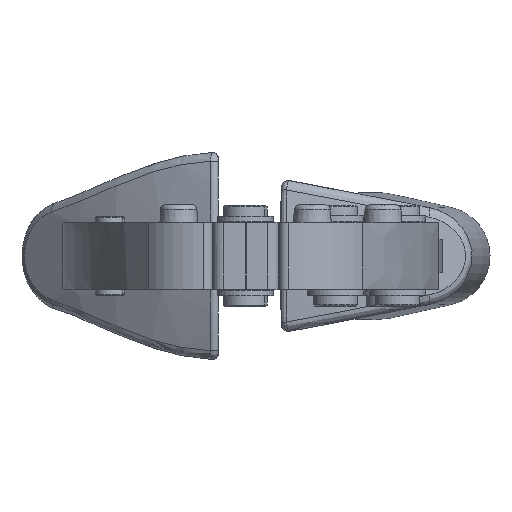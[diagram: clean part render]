
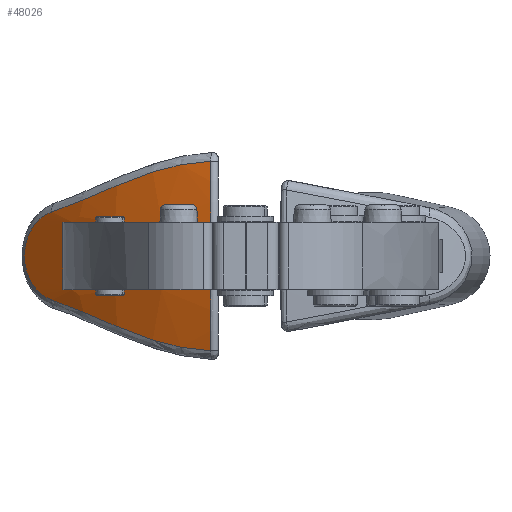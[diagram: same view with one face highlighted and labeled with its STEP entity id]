
A CAD part, left-side view. The second image highlights one B-rep face of the part: STEP entity #48026.
In plain terms, the highlighted spherical face has radius 86.8 mm.
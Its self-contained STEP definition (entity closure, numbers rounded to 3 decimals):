
#8414=AXIS2_PLACEMENT_3D('Circle Axis2P3D',#8412,#8413,$) ;
#12094=AXIS2_PLACEMENT_3D('Circle Axis2P3D',#12092,#12093,$) ;
#48005=AXIS2_PLACEMENT_3D('Sphere Axis2P3D',#48002,#48003,#48004) ;
#2912=CARTESIAN_POINT('Vertex',(79.584,75.414,24.784)) ;
#3003=CARTESIAN_POINT('Vertex',(64.24,50.38,24.784)) ;
#3007=CARTESIAN_POINT('Control Point',(64.24,50.38,24.784)) ;
#3008=CARTESIAN_POINT('Control Point',(66.427,55.862,24.784)) ;
#3009=CARTESIAN_POINT('Control Point',(69.08,61.157,24.784)) ;
#3010=CARTESIAN_POINT('Control Point',(72.179,66.213,24.784)) ;
#3011=CARTESIAN_POINT('Control Point',(75.693,70.98,24.784)) ;
#3012=CARTESIAN_POINT('Control Point',(79.584,75.414,24.784)) ;
#8082=CARTESIAN_POINT('Vertex',(79.584,75.414,12.584)) ;
#8091=CARTESIAN_POINT('Control Point',(79.584,75.414,24.784)) ;
#8092=CARTESIAN_POINT('Control Point',(79.255,75.472,20.727)) ;
#8093=CARTESIAN_POINT('Control Point',(79.255,75.472,16.642)) ;
#8094=CARTESIAN_POINT('Control Point',(79.584,75.414,12.584)) ;
#8409=CARTESIAN_POINT('Vertex',(65.85,50.401,35.777)) ;
#8412=CARTESIAN_POINT('Axis2P3D Location',(144.227,51.441,18.684)) ;
#12062=CARTESIAN_POINT('Vertex',(65.85,50.401,1.592)) ;
#12089=CARTESIAN_POINT('Vertex',(64.24,50.38,12.584)) ;
#12092=CARTESIAN_POINT('Axis2P3D Location',(144.227,51.441,18.684)) ;
#32627=CARTESIAN_POINT('Control Point',(65.85,50.401,1.592)) ;
#32628=CARTESIAN_POINT('Control Point',(67.143,53.629,1.692)) ;
#32629=CARTESIAN_POINT('Control Point',(68.508,56.782,2.204)) ;
#32630=CARTESIAN_POINT('Control Point',(69.932,59.814,3.067)) ;
#32631=CARTESIAN_POINT('Control Point',(73.014,65.726,5.189)) ;
#32632=CARTESIAN_POINT('Control Point',(76.623,71.232,7.632)) ;
#32633=CARTESIAN_POINT('Control Point',(78.62,73.931,8.83)) ;
#32634=CARTESIAN_POINT('Control Point',(80.817,76.56,9.906)) ;
#32635=CARTESIAN_POINT('Control Point',(83.226,79.105,10.756)) ;
#32636=CARTESIAN_POINT('Vertex',(83.226,79.105,10.756)) ;
#32798=CARTESIAN_POINT('Vertex',(83.226,79.105,26.613)) ;
#32802=CARTESIAN_POINT('Control Point',(83.226,79.105,10.756)) ;
#32803=CARTESIAN_POINT('Control Point',(83.994,79.916,11.02)) ;
#32804=CARTESIAN_POINT('Control Point',(84.729,80.687,11.448)) ;
#32805=CARTESIAN_POINT('Control Point',(85.398,81.384,12.02)) ;
#32806=CARTESIAN_POINT('Control Point',(86.532,82.56,13.338)) ;
#32807=CARTESIAN_POINT('Control Point',(87.308,83.357,14.947)) ;
#32808=CARTESIAN_POINT('Control Point',(87.594,83.649,15.776)) ;
#32809=CARTESIAN_POINT('Control Point',(87.84,83.901,16.863)) ;
#32810=CARTESIAN_POINT('Control Point',(87.937,83.999,17.97)) ;
#32811=CARTESIAN_POINT('Control Point',(87.951,84.013,18.208)) ;
#32812=CARTESIAN_POINT('Control Point',(87.958,84.02,18.446)) ;
#32813=CARTESIAN_POINT('Control Point',(87.958,84.02,18.684)) ;
#32814=CARTESIAN_POINT('Vertex',(87.958,84.02,18.684)) ;
#32818=CARTESIAN_POINT('Control Point',(87.958,84.02,18.684)) ;
#32819=CARTESIAN_POINT('Control Point',(87.958,84.02,19.32)) ;
#32820=CARTESIAN_POINT('Control Point',(87.909,83.97,19.955)) ;
#32821=CARTESIAN_POINT('Control Point',(87.81,83.87,20.585)) ;
#32822=CARTESIAN_POINT('Control Point',(87.34,83.39,22.562)) ;
#32823=CARTESIAN_POINT('Control Point',(86.375,82.399,24.354)) ;
#32824=CARTESIAN_POINT('Control Point',(85.483,81.477,25.432)) ;
#32825=CARTESIAN_POINT('Control Point',(84.392,80.336,26.212)) ;
#32826=CARTESIAN_POINT('Control Point',(83.226,79.105,26.613)) ;
#32921=CARTESIAN_POINT('Control Point',(65.85,50.401,35.777)) ;
#32922=CARTESIAN_POINT('Control Point',(67.117,53.566,35.679)) ;
#32923=CARTESIAN_POINT('Control Point',(68.454,56.657,35.185)) ;
#32924=CARTESIAN_POINT('Control Point',(69.847,59.634,34.353)) ;
#32925=CARTESIAN_POINT('Control Point',(72.918,65.56,32.254)) ;
#32926=CARTESIAN_POINT('Control Point',(76.508,71.076,29.806)) ;
#32927=CARTESIAN_POINT('Control Point',(78.535,73.83,28.581)) ;
#32928=CARTESIAN_POINT('Control Point',(80.771,76.511,27.479)) ;
#32929=CARTESIAN_POINT('Control Point',(83.226,79.105,26.613)) ;
#48002=CARTESIAN_POINT('Axis2P3D Location',(144.666,18.306,18.684)) ;
#48008=CARTESIAN_POINT('Control Point',(64.24,50.38,12.584)) ;
#48009=CARTESIAN_POINT('Control Point',(66.429,55.868,12.584)) ;
#48010=CARTESIAN_POINT('Control Point',(69.087,61.169,12.584)) ;
#48011=CARTESIAN_POINT('Control Point',(72.175,66.206,12.585)) ;
#48012=CARTESIAN_POINT('Control Point',(75.691,70.978,12.584)) ;
#48013=CARTESIAN_POINT('Control Point',(79.584,75.414,12.584)) ;
#8413=DIRECTION('Axis2P3D Direction',(-0.013,1.,0.)) ;
#12093=DIRECTION('Axis2P3D Direction',(-0.013,1.,0.)) ;
#48003=DIRECTION('Axis2P3D Direction',(0.,-1.,0.)) ;
#48004=DIRECTION('Axis2P3D XDirection',(-0.94,0.,0.342)) ;
#48016=ORIENTED_EDGE('',*,*,#8416,.T.) ;
#48017=ORIENTED_EDGE('',*,*,#32930,.T.) ;
#48018=ORIENTED_EDGE('',*,*,#32827,.T.) ;
#48019=ORIENTED_EDGE('',*,*,#32816,.T.) ;
#48020=ORIENTED_EDGE('',*,*,#32638,.T.) ;
#48021=ORIENTED_EDGE('',*,*,#12096,.T.) ;
#48022=ORIENTED_EDGE('',*,*,#48014,.T.) ;
#48023=ORIENTED_EDGE('',*,*,#8095,.F.) ;
#48024=ORIENTED_EDGE('',*,*,#3013,.F.) ;
#48026=ADVANCED_FACE('Hauptk\X2\00F6\X0\rper',(#48025),#48006,.T.) ;
#3006=B_SPLINE_CURVE_WITH_KNOTS('',5,(#3007,#3008,#3009,#3010,#3011,#3012),.UNSPECIFIED.,.F.,.U.,(6,6),(0.,41.745),.UNSPECIFIED.) ;
#8090=B_SPLINE_CURVE_WITH_KNOTS('',3,(#8091,#8092,#8093,#8094),.UNSPECIFIED.,.F.,.U.,(4,4),(0.,17.282),.UNSPECIFIED.) ;
#32626=B_SPLINE_CURVE_WITH_KNOTS('',5,(#32627,#32628,#32629,#32630,#32631,#32632,#32633,#32634,#32635),.UNSPECIFIED.,.F.,.U.,(6,3,6),(12.602,29.919,47.669),.UNSPECIFIED.) ;
#32801=B_SPLINE_CURVE_WITH_KNOTS('',5,(#32802,#32803,#32804,#32805,#32806,#32807,#32808,#32809,#32810,#32811,#32812,#32813),.UNSPECIFIED.,.F.,.U.,(6,3,3,6),(25.579,31.479,37.085,38.616),.UNSPECIFIED.) ;
#32817=B_SPLINE_CURVE_WITH_KNOTS('',5,(#32818,#32819,#32820,#32821,#32822,#32823,#32824,#32825,#32826),.UNSPECIFIED.,.F.,.U.,(6,3,6),(38.616,42.7,51.655),.UNSPECIFIED.) ;
#32920=B_SPLINE_CURVE_WITH_KNOTS('',5,(#32921,#32922,#32923,#32924,#32925,#32926,#32927,#32928,#32929),.UNSPECIFIED.,.F.,.U.,(6,3,6),(12.602,29.576,47.668),.UNSPECIFIED.) ;
#48007=B_SPLINE_CURVE_WITH_KNOTS('',5,(#48008,#48009,#48010,#48011,#48012,#48013),.UNSPECIFIED.,.F.,.U.,(6,6),(0.,41.795),.UNSPECIFIED.) ;
#8415=CIRCLE('generated circle',#8414,80.225) ;
#12095=CIRCLE('generated circle',#12094,80.225) ;
#3013=EDGE_CURVE('',#3004,#2913,#3006,.T.) ;
#8095=EDGE_CURVE('',#2913,#8083,#8090,.T.) ;
#8416=EDGE_CURVE('',#3004,#8410,#8415,.T.) ;
#12096=EDGE_CURVE('',#12063,#12090,#12095,.T.) ;
#32638=EDGE_CURVE('',#32637,#12063,#32626,.F.) ;
#32816=EDGE_CURVE('',#32815,#32637,#32801,.F.) ;
#32827=EDGE_CURVE('',#32799,#32815,#32817,.F.) ;
#32930=EDGE_CURVE('',#8410,#32799,#32920,.T.) ;
#48014=EDGE_CURVE('',#12090,#8083,#48007,.T.) ;
#48015=EDGE_LOOP('',(#48016,#48017,#48018,#48019,#48020,#48021,#48022,#48023,#48024)) ;
#48025=FACE_OUTER_BOUND('',#48015,.T.) ;
#48006=SPHERICAL_SURFACE('',#48005,86.8) ;
#2913=VERTEX_POINT('',#2912) ;
#3004=VERTEX_POINT('',#3003) ;
#8083=VERTEX_POINT('',#8082) ;
#8410=VERTEX_POINT('',#8409) ;
#12063=VERTEX_POINT('',#12062) ;
#12090=VERTEX_POINT('',#12089) ;
#32637=VERTEX_POINT('',#32636) ;
#32799=VERTEX_POINT('',#32798) ;
#32815=VERTEX_POINT('',#32814) ;
